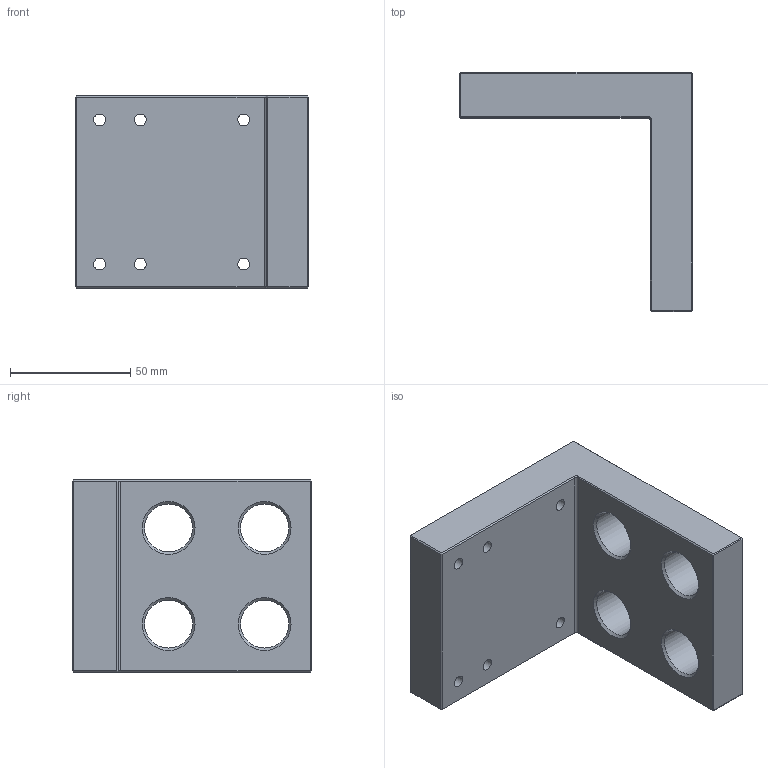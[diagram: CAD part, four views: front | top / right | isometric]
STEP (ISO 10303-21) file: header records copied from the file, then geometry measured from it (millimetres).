
FILE_DESCRIPTION((''),'2;1');
FILE_NAME('SZ1406N_A.stp','2013-08-29T07:13:55',('janine behrens'),(''),'Autodesk Inventor 2012','Autodesk Inventor 2012','');
FILE_SCHEMA(('AUTOMOTIVE_DESIGN { 1 0 10303 214 1 1 1 1 }'));
Length unit declared in the file: millimetre
Products named in the file (1): SZ1406N_A
Bounding box: 97 x 99.5 x 80 mm (x, y, z)
Volume: 234816 mm3; surface area: 41319.9 mm2
Topology: 1 solids, 1 shells, 60 faces, 140 edges, 82 vertices
Faces by surface type: plane 35, cylinder 13, cone 12
Full cylindrical faces by diameter (mm): 4.917 x8, 20 x4
Entity records: 1516 total; most frequent: DIRECTION 264, CARTESIAN_POINT 237, ORIENTED_EDGE 212, EDGE_CURVE 106, EDGE_LOOP 102, AXIS2_PLACEMENT_3D 97, VERTEX_POINT 70, VECTOR 70
